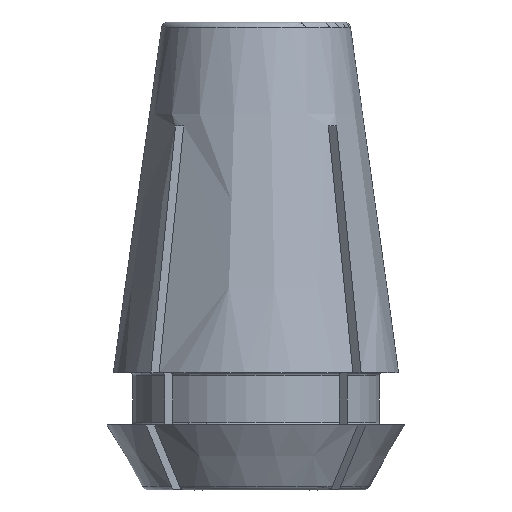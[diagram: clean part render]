
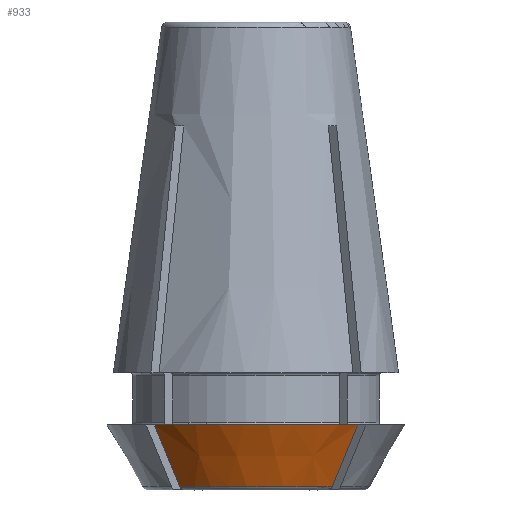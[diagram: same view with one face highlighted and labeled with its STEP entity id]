
A CAD part, front view. The second image highlights one B-rep face of the part: STEP entity #933.
In plain terms, the highlighted conical face has half-angle 30 degrees and reference radius 5.623 mm.
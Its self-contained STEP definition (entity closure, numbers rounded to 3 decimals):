
#174=B_SPLINE_CURVE_WITH_KNOTS('',3,(#1477,#1478,#1479,#1480),
 .UNSPECIFIED.,.F.,.F.,(4,4),(0.,0.003),
 .UNSPECIFIED.);
#175=B_SPLINE_CURVE_WITH_KNOTS('',3,(#1484,#1485,#1486,#1487),
 .UNSPECIFIED.,.F.,.F.,(4,4),(0.,0.003),
 .UNSPECIFIED.);
#254=ORIENTED_EDGE('',*,*,#549,.F.);
#255=ORIENTED_EDGE('',*,*,#550,.F.);
#256=ORIENTED_EDGE('',*,*,#551,.T.);
#257=ORIENTED_EDGE('',*,*,#547,.T.);
#547=EDGE_CURVE('',#695,#694,#776,.T.);
#549=EDGE_CURVE('',#696,#694,#174,.T.);
#550=EDGE_CURVE('',#697,#696,#777,.T.);
#551=EDGE_CURVE('',#697,#695,#175,.T.);
#694=VERTEX_POINT('',#1469);
#695=VERTEX_POINT('',#1471);
#696=VERTEX_POINT('',#1481);
#697=VERTEX_POINT('',#1483);
#776=CIRCLE('',#1019,4.379);
#777=CIRCLE('',#1021,5.75);
#814=EDGE_LOOP('',(#254,#255,#256,#257));
#872=FACE_BOUND('',#814,.T.);
#925=CONICAL_SURFACE('',#1020,5.623,0.524);
#933=ADVANCED_FACE('',(#872),#925,.T.);
#1019=AXIS2_PLACEMENT_3D('',#1470,#1160,#1161);
#1020=AXIS2_PLACEMENT_3D('',#1476,#1162,#1163);
#1021=AXIS2_PLACEMENT_3D('',#1482,#1164,#1165);
#1160=DIRECTION('',(0.,0.,1.));
#1161=DIRECTION('',(1.,0.,0.));
#1162=DIRECTION('',(0.,0.,1.));
#1163=DIRECTION('',(1.,0.,0.));
#1164=DIRECTION('',(0.,0.,1.));
#1165=DIRECTION('',(1.,0.,0.));
#1469=CARTESIAN_POINT('',(2.933,-3.251,-4.375));
#1470=CARTESIAN_POINT('',(0.,0.,-4.375));
#1471=CARTESIAN_POINT('',(-2.933,-3.251,-4.375));
#1476=CARTESIAN_POINT('',(0.,0.,-2.22));
#1477=CARTESIAN_POINT('',(3.904,-4.222,-2.));
#1478=CARTESIAN_POINT('',(3.58,-3.898,-2.792));
#1479=CARTESIAN_POINT('',(3.257,-3.575,-3.583));
#1480=CARTESIAN_POINT('',(2.933,-3.251,-4.375));
#1481=CARTESIAN_POINT('',(3.904,-4.222,-2.));
#1482=CARTESIAN_POINT('',(0.,0.,-2.));
#1483=CARTESIAN_POINT('',(-3.904,-4.222,-2.));
#1484=CARTESIAN_POINT('',(-3.904,-4.222,-2.));
#1485=CARTESIAN_POINT('',(-3.58,-3.898,-2.792));
#1486=CARTESIAN_POINT('',(-3.257,-3.575,-3.583));
#1487=CARTESIAN_POINT('',(-2.933,-3.251,-4.375));
